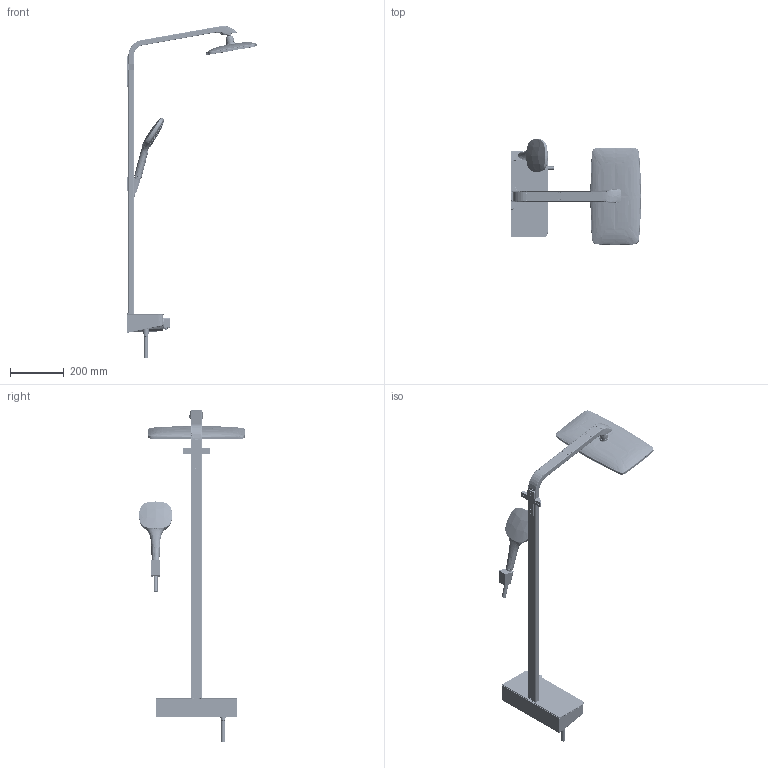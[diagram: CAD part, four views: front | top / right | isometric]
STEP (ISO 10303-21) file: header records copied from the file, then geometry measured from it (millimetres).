
FILE_DESCRIPTION(('CAx-IF Rec.Pracs.---Model Styling and Organization---1.2---2011-12-15','CAx-IF Rec.Pracs.---Geometric and Assembly Validation Properties---4.1---2014-06-16','CAx-IF Rec.Pracs.---PMI Polyline Presentation---2.0---2013-05-24'),'2;1');
FILE_NAME('1000117646_PPR_000.stp','2017-07-10T09:16:27+02:00',(''),(''),'STEP Interface 4.0.1101 by CT CoreTechnologie','3D_Evolution4.0.1101 by CT CoreTechnologie','');
FILE_SCHEMA(('AP203_CONFIGURATION_CONTROLLED_3D_DESIGN_OF_MECHANICAL_PARTS_AND_ASSEMBLIES_MIM_LF'));
Length unit declared in the file: millimetre
Products named in the file (56): P_2 HG Raindance Select E 360 ST SHP Eco 1000117646_PPR_000_A0; P_2 DAPT_Selecta Select plus 1000114751_PPR_000_A1; Gewindestift_M6x16 1000063001_PPA_000_A3; P_2 Gehaeuse_Ecostat Select_Pipe 2 Verbr 1000114753_PPR_000_A0; P_2 Haube_Ecostat Select_WAPT 1000114752_PPA_000_A0; Glasabdeckung 1000065596_PPA_000_A3; P_2 Dekorring_Selecta Select plus 1000107503_PPA_000_A0; P_2 BGR_Thermostatgriff_Selecta Click 1000107513_PPR_000_A0; P_2 Knopf_TBK 1000107508_PPA_000_A0; P_2 Nutring_Griff_TBK_EB_d38±0,05_D42,2 1000107509_PPA_000_A0; P_2 Thermostatgriff_TBK 1000107510_PPA_000_A0; P_2 Taste_Selecta Select Plus 1000107519_PPA_000_A0; P_2 ZUS_Schlauchanschluss mit RV 1000080903_PPR_000_A0; P_2 Rueckflussverhinderer RV  CV15_DN10 1000080909_PPR_000_A0; P_2 Fuehrungshuelse RV DW15_DN10 1000080908_PPA_000_A0; Schlauchanschluß DAP 1000008787_PPA_000_A1; P_2 Wasserführung kpl. Showerpipe 3jet 1000114421_PPR_000_A0; Profil_1 1000064208_PPA_000_A9; Halter 1000064217_PPA_000_A3; P_2 Rohrfuehrung Pipe 1000114422_PPA_000_A0; Blechschraube DIN7982-ST3,9x9,5-A2 1000004365_PPA_000_A0; P_2 KB Raindance E 360 1000117643_PPR_000_A0; P_2 Strahleinsatz Raindance E² 350 1000001383_PPA_000_A0; P_2 Abdeckung Raindance E² 360 1000001284_PPA_000_A0; P_2 Gehäuseoberteil Raindance E² 240 1000094645_PPA_000_A0; P_2 Mantel Raindance KB E² 360 KS 1000001291_PPA_000_A0; Senkschraube  DIN7991-M4x8 CuZn 1000044094_PPA_000_A1; P_2 Belüftereinheit KB E2 360_240 1000116735_PPR_000_A0; P_2 Belueftereinheit KB_i_wash 1000094670_PPA_000_A0; P_2 KB-Arm Push Select kpl. 3jet SP 1000114403_PPR_000_A0; P_2 KB-Arm 1000114402_PPA_000_A0; Abdeckung KB-Arm 1000067794_PPA_000_A3; Blechschraube DIN7982-ST3,5x9,5-C-H-A2 1000077387_PPA_000_A0; P_2 Gelenkkugel D7 KB 180 1000085604_PPA_000_A0; P_2 Ueberwurfmutter KB Citterio Basic 1000094666_PPA_000_A0; P_2 Beipack Showerpipe Push Select 1000117645_PPR_000_A0; P_2 Porter S Puro zus. 1000114025_PPR_000_A0; P_2 Abdeckung Puro 1000086105_PPA_000_A0; P_2 Schnappfutter Unica-Uno 1000086110_PPA_000_A0; P_2 Abdeckkappe 1000114428_PPA_000_A0 ...
Assembly tree (69 placements, depth 5):
  P_2 HG Raindance Select E 360 ST SHP Eco 1000117646_PPR_000_A0
    P_2 DAPT_Selecta Select plus 1000114751_PPR_000_A1
      Gewindestift_M6x16 1000063001_PPA_000_A3  x2
      P_2 Gehaeuse_Ecostat Select_Pipe 2 Verbr 1000114753_PPR_000_A0
        P_2 Haube_Ecostat Select_WAPT 1000114752_PPA_000_A0
        Glasabdeckung 1000065596_PPA_000_A3
      P_2 Dekorring_Selecta Select plus 1000107503_PPA_000_A0
      P_2 BGR_Thermostatgriff_Selecta Click 1000107513_PPR_000_A0
        P_2 Knopf_TBK 1000107508_PPA_000_A0
        P_2 Nutring_Griff_TBK_EB_d38±0,05_D42,2 1000107509_PPA_000_A0
        P_2 Thermostatgriff_TBK 1000107510_PPA_000_A0
      P_2 Taste_Selecta Select Plus 1000107519_PPA_000_A0  x2
      P_2 ZUS_Schlauchanschluss mit RV 1000080903_PPR_000_A0
        P_2 Rueckflussverhinderer RV  CV15_DN10 1000080909_PPR_000_A0
          P_2 Fuehrungshuelse RV DW15_DN10 1000080908_PPA_000_A0
        Schlauchanschluß DAP 1000008787_PPA_000_A1
    P_2 Wasserführung kpl. Showerpipe 3jet 1000114421_PPR_000_A0
      Profil_1 1000064208_PPA_000_A9
      Halter 1000064217_PPA_000_A3
      P_2 Rohrfuehrung Pipe 1000114422_PPA_000_A0
      Blechschraube DIN7982-ST3,9x9,5-A2 1000004365_PPA_000_A0  x2
    P_2 KB Raindance E 360 1000117643_PPR_000_A0
      P_2 Strahleinsatz Raindance E² 350 1000001383_PPA_000_A0
      P_2 Abdeckung Raindance E² 360 1000001284_PPA_000_A0
      P_2 Gehäuseoberteil Raindance E² 240 1000094645_PPA_000_A0
      P_2 Mantel Raindance KB E² 360 KS 1000001291_PPA_000_A0
      Senkschraube  DIN7991-M4x8 CuZn 1000044094_PPA_000_A1  x4
      P_2 Belüftereinheit KB E2 360_240 1000116735_PPR_000_A0
        P_2 Belueftereinheit KB_i_wash 1000094670_PPA_000_A0
      P_2 KB-Arm Push Select kpl. 3jet SP 1000114403_PPR_000_A0
        P_2 KB-Arm 1000114402_PPA_000_A0
        Abdeckung KB-Arm 1000067794_PPA_000_A3
        Blechschraube DIN7982-ST3,5x9,5-C-H-A2 1000077387_PPA_000_A0  x6
      P_2 Gelenkkugel D7 KB 180 1000085604_PPA_000_A0
      P_2 Ueberwurfmutter KB Citterio Basic 1000094666_PPA_000_A0
    P_2 Beipack Showerpipe Push Select 1000117645_PPR_000_A0
      P_2 Porter S Puro zus. 1000114025_PPR_000_A0
        P_2 Abdeckung Puro 1000086105_PPA_000_A0
        P_2 Schnappfutter Unica-Uno 1000086110_PPA_000_A0
      P_2 Abdeckkappe 1000114428_PPA_000_A0
    P_2  Raindance Select E 120 EcoSm.HB 1000108525_PPR_000_A0
      P_2 Griff Selecta_select 1000083190_PPA_000_A0
      P_2 Strahlkoerper Raindance Select 120 1000083195_PPA_000_A0
      P_2 Gleithuelse Selecta_select 1000083269_PPA_000_A0
      P_2 D黶e komplett D1,2 1000083267_PPR_000_A0  x3
        P_2 Taumelduese Hardair-Softair 1000083265_PPA_000_A0
      P_2 Strahleinsatz Selecta-Select USA(R07 1000099590_PPA_000_A0
      P_2 Wasserfuehrung_Selecta_select 1000083216_PPA_000_A0
      P_2 Gehaeuse Selecta_select 1000083202_PPA_000_A0
      P_2 Taste Raindance 120 Select 1000083201_PPA_000_A0
      P_2 Siebdichtung 1000085606_PPA_000_A0
    P_2 Isiflex B Schlauchstueck EB Festsei. 1000117421_PPR_000_A0
      P_2 Halbfertigschlauch Isiflex B (EB) 1000105231_PPA_000_A0
      P_2 Isiflex B Mutter Festseite neu 1000105233_PPA_000_A0
    P_2 Isiflex B Schlauchstueck EB Wirbels. 1000117420_PPR_000_A0
      P_2 Halbfertigschlauch Isiflex B (EB) 1000105231_PPA_000_A0
      P_2 Isiflex B Mutter Wirbelseite neu 1000105232_PPA_000_A0
Bounding box: 481.77 x 392.36 x 1229.65 mm (x, y, z)
Volume: 4379919.4 mm3; surface area: 965944.2 mm2
Topology: 293 solids, 293 shells, 8043 faces, 18686 edges, 11436 vertices
Faces by surface type: bspline 3881, plane 2172, cylinder 1990
Entity records: 571999 total; most frequent: CARTESIAN_POINT 327962, ORIENTED_EDGE 35262, DIRECTION 30095, EDGE_CURVE 17631, AXIS2_PLACEMENT_3D 11360, VERTEX_POINT 10801, EDGE_LOOP 8918, FACE_OUTER_BOUND 7635
